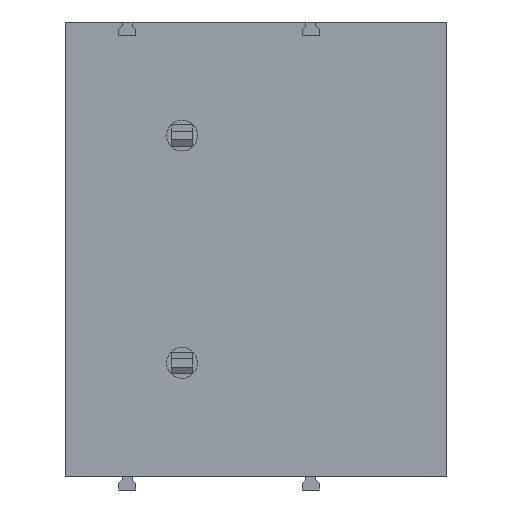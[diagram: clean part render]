
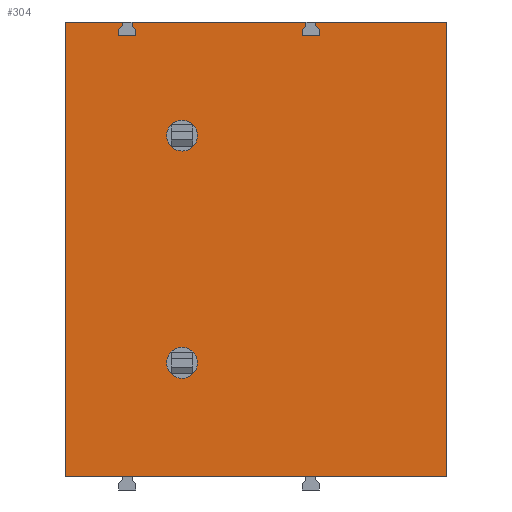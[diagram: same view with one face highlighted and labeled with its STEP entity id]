
A CAD part, front view. The second image highlights one B-rep face of the part: STEP entity #304.
In plain terms, the highlighted planar face has unit normal (0, -1, 0).
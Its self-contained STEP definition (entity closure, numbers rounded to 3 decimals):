
#304=ADVANCED_FACE('',(#735,#736,#737),#738,.T.);
#735=FACE_OUTER_BOUND('',#1287,.T.);
#736=FACE_BOUND('',#1288,.T.);
#737=FACE_BOUND('',#1289,.T.);
#738=PLANE('',#1290);
#1287=EDGE_LOOP('',(#2164,#2165,#2166,#2167,#2168,#2169,#2170,#2171,#2172,#2173,#2174,#2175,#2176,#2177,#2178,#2179,#2180,#2181,#2182,#2183));
#1288=EDGE_LOOP('',(#2184,#2185));
#1289=EDGE_LOOP('',(#2186,#2187));
#1290=AXIS2_PLACEMENT_3D('',#2188,#2189,#2190);
#2164=ORIENTED_EDGE('',*,*,#3331,.T.);
#2165=ORIENTED_EDGE('',*,*,#3498,.T.);
#2166=ORIENTED_EDGE('',*,*,#3499,.F.);
#2167=ORIENTED_EDGE('',*,*,#3500,.F.);
#2168=ORIENTED_EDGE('',*,*,#3501,.F.);
#2169=ORIENTED_EDGE('',*,*,#3502,.F.);
#2170=ORIENTED_EDGE('',*,*,#3503,.F.);
#2171=ORIENTED_EDGE('',*,*,#3504,.F.);
#2172=ORIENTED_EDGE('',*,*,#3505,.F.);
#2173=ORIENTED_EDGE('',*,*,#3506,.F.);
#2174=ORIENTED_EDGE('',*,*,#3507,.F.);
#2175=ORIENTED_EDGE('',*,*,#3508,.F.);
#2176=ORIENTED_EDGE('',*,*,#3509,.F.);
#2177=ORIENTED_EDGE('',*,*,#3510,.F.);
#2178=ORIENTED_EDGE('',*,*,#3511,.F.);
#2179=ORIENTED_EDGE('',*,*,#3512,.F.);
#2180=ORIENTED_EDGE('',*,*,#3513,.F.);
#2181=ORIENTED_EDGE('',*,*,#3514,.F.);
#2182=ORIENTED_EDGE('',*,*,#3515,.F.);
#2183=ORIENTED_EDGE('',*,*,#3494,.F.);
#2184=ORIENTED_EDGE('',*,*,#3516,.F.);
#2185=ORIENTED_EDGE('',*,*,#3517,.F.);
#2186=ORIENTED_EDGE('',*,*,#3518,.F.);
#2187=ORIENTED_EDGE('',*,*,#3519,.F.);
#2188=CARTESIAN_POINT('',(-12.858,0.0,-13.197));
#2189=DIRECTION('',(0.0,-1.0,0.0));
#2190=DIRECTION('',(0.0,0.0,-1.0));
#3331=EDGE_CURVE('',#3996,#3997,#3998,.T.);
#3494=EDGE_CURVE('',#3996,#4245,#4246,.T.);
#3498=EDGE_CURVE('',#3997,#4251,#4252,.T.);
#3499=EDGE_CURVE('',#4253,#4251,#4254,.T.);
#3500=EDGE_CURVE('',#4255,#4253,#4256,.T.);
#3501=EDGE_CURVE('',#4257,#4255,#4258,.T.);
#3502=EDGE_CURVE('',#4259,#4257,#4260,.T.);
#3503=EDGE_CURVE('',#4261,#4259,#4262,.T.);
#3504=EDGE_CURVE('',#4263,#4261,#4264,.T.);
#3505=EDGE_CURVE('',#4265,#4263,#4266,.T.);
#3506=EDGE_CURVE('',#4267,#4265,#4268,.T.);
#3507=EDGE_CURVE('',#4269,#4267,#4270,.T.);
#3508=EDGE_CURVE('',#4271,#4269,#4272,.T.);
#3509=EDGE_CURVE('',#4273,#4271,#4274,.T.);
#3510=EDGE_CURVE('',#4275,#4273,#4276,.T.);
#3511=EDGE_CURVE('',#4277,#4275,#4278,.T.);
#3512=EDGE_CURVE('',#4279,#4277,#4280,.T.);
#3513=EDGE_CURVE('',#4281,#4279,#4282,.T.);
#3514=EDGE_CURVE('',#4283,#4281,#4284,.T.);
#3515=EDGE_CURVE('',#4245,#4283,#4285,.T.);
#3516=EDGE_CURVE('',#4286,#4287,#4288,.T.);
#3517=EDGE_CURVE('',#4287,#4286,#4289,.T.);
#3518=EDGE_CURVE('',#4290,#4291,#4292,.T.);
#3519=EDGE_CURVE('',#4291,#4290,#4293,.T.);
#3996=VERTEX_POINT('',#4941);
#3997=VERTEX_POINT('',#4942);
#3998=LINE('',#4943,#4944);
#4245=VERTEX_POINT('',#5269);
#4246=LINE('',#5270,#5271);
#4251=VERTEX_POINT('',#5278);
#4252=LINE('',#5279,#5280);
#4253=VERTEX_POINT('',#5281);
#4254=LINE('',#5282,#5283);
#4255=VERTEX_POINT('',#5284);
#4256=LINE('',#5285,#5286);
#4257=VERTEX_POINT('',#5287);
#4258=LINE('',#5288,#5289);
#4259=VERTEX_POINT('',#5290);
#4260=LINE('',#5291,#5292);
#4261=VERTEX_POINT('',#5293);
#4262=LINE('',#5294,#5295);
#4263=VERTEX_POINT('',#5296);
#4264=LINE('',#5297,#5298);
#4265=VERTEX_POINT('',#5299);
#4266=LINE('',#5300,#5301);
#4267=VERTEX_POINT('',#5302);
#4268=LINE('',#5303,#5304);
#4269=VERTEX_POINT('',#5305);
#4270=LINE('',#5306,#5307);
#4271=VERTEX_POINT('',#5308);
#4272=LINE('',#5309,#5310);
#4273=VERTEX_POINT('',#5311);
#4274=LINE('',#5312,#5313);
#4275=VERTEX_POINT('',#5314);
#4276=LINE('',#5315,#5316);
#4277=VERTEX_POINT('',#5317);
#4278=LINE('',#5318,#5319);
#4279=VERTEX_POINT('',#5320);
#4280=LINE('',#5321,#5322);
#4281=VERTEX_POINT('',#5323);
#4282=LINE('',#5324,#5325);
#4283=VERTEX_POINT('',#5326);
#4284=LINE('',#5327,#5328);
#4285=LINE('',#5329,#5330);
#4286=VERTEX_POINT('',#5331);
#4287=VERTEX_POINT('',#5332);
#4288=CIRCLE('',#5333,0.65);
#4289=CIRCLE('',#5334,0.65);
#4290=VERTEX_POINT('',#5335);
#4291=VERTEX_POINT('',#5336);
#4292=CIRCLE('',#5337,0.65);
#4293=CIRCLE('',#5338,0.65);
#4941=CARTESIAN_POINT('',(-16.,0.0,-19.04));
#4942=CARTESIAN_POINT('',(0.,0.0,-19.04));
#4943=CARTESIAN_POINT('',(98.848,0.0,-19.04));
#4944=VECTOR('',#6175,1.0);
#5269=CARTESIAN_POINT('',(-16.,0.0,0.0));
#5270=CARTESIAN_POINT('',(-16.,0.0,-4.76));
#5271=VECTOR('',#6392,1.0);
#5278=CARTESIAN_POINT('',(0.0,0.0,0.0));
#5279=CARTESIAN_POINT('',(0.0,0.0,-4.76));
#5280=VECTOR('',#6395,1.0);
#5281=CARTESIAN_POINT('',(-5.493,0.0,0.0));
#5282=CARTESIAN_POINT('',(-62.997,0.0,0.0));
#5283=VECTOR('',#6396,1.0);
#5284=CARTESIAN_POINT('',(-5.493,0.0,-0.129));
#5285=CARTESIAN_POINT('',(-5.493,0.0,0.24));
#5286=VECTOR('',#6397,1.0);
#5287=CARTESIAN_POINT('',(-5.343,0.0,-0.307));
#5288=CARTESIAN_POINT('',(-5.803,0.0,0.24));
#5289=VECTOR('',#6398,1.0);
#5290=CARTESIAN_POINT('',(-5.343,0.0,-0.57));
#5291=CARTESIAN_POINT('',(-5.343,0.0,0.24));
#5292=VECTOR('',#6399,1.0);
#5293=CARTESIAN_POINT('',(-6.057,0.0,-0.57));
#5294=CARTESIAN_POINT('',(-62.997,0.0,-0.57));
#5295=VECTOR('',#6400,1.0);
#5296=CARTESIAN_POINT('',(-6.057,0.0,-0.307));
#5297=CARTESIAN_POINT('',(-6.057,0.0,0.24));
#5298=VECTOR('',#6401,1.0);
#5299=CARTESIAN_POINT('',(-5.907,0.0,-0.129));
#5300=CARTESIAN_POINT('',(-5.597,0.0,0.24));
#5301=VECTOR('',#6402,1.0);
#5302=CARTESIAN_POINT('',(-5.907,0.0,0.0));
#5303=CARTESIAN_POINT('',(-5.907,0.0,0.24));
#5304=VECTOR('',#6403,1.0);
#5305=CARTESIAN_POINT('',(-13.193,0.0,0.0));
#5306=CARTESIAN_POINT('',(-62.997,0.0,0.0));
#5307=VECTOR('',#6404,1.0);
#5308=CARTESIAN_POINT('',(-13.193,0.0,-0.129));
#5309=CARTESIAN_POINT('',(-13.193,0.0,0.24));
#5310=VECTOR('',#6405,1.0);
#5311=CARTESIAN_POINT('',(-13.043,0.0,-0.307));
#5312=CARTESIAN_POINT('',(-13.503,0.0,0.24));
#5313=VECTOR('',#6406,1.0);
#5314=CARTESIAN_POINT('',(-13.043,0.0,-0.57));
#5315=CARTESIAN_POINT('',(-13.043,0.0,0.24));
#5316=VECTOR('',#6407,1.0);
#5317=CARTESIAN_POINT('',(-13.757,0.0,-0.57));
#5318=CARTESIAN_POINT('',(-62.997,0.0,-0.57));
#5319=VECTOR('',#6408,1.0);
#5320=CARTESIAN_POINT('',(-13.757,0.0,-0.307));
#5321=CARTESIAN_POINT('',(-13.757,0.0,0.24));
#5322=VECTOR('',#6409,1.0);
#5323=CARTESIAN_POINT('',(-13.607,0.0,-0.129));
#5324=CARTESIAN_POINT('',(-13.297,0.0,0.24));
#5325=VECTOR('',#6410,1.0);
#5326=CARTESIAN_POINT('',(-13.607,0.0,0.0));
#5327=CARTESIAN_POINT('',(-13.607,0.0,0.24));
#5328=VECTOR('',#6411,1.0);
#5329=CARTESIAN_POINT('',(-62.997,0.0,0.0));
#5330=VECTOR('',#6412,1.0);
#5331=CARTESIAN_POINT('',(-11.75,0.0,-14.28));
#5332=CARTESIAN_POINT('',(-10.45,0.0,-14.28));
#5333=AXIS2_PLACEMENT_3D('',#6413,#6414,#6415);
#5334=AXIS2_PLACEMENT_3D('',#6416,#6417,#6418);
#5335=CARTESIAN_POINT('',(-11.75,0.0,-4.76));
#5336=CARTESIAN_POINT('',(-10.45,0.0,-4.76));
#5337=AXIS2_PLACEMENT_3D('',#6419,#6420,#6421);
#5338=AXIS2_PLACEMENT_3D('',#6422,#6423,#6424);
#6175=DIRECTION('',(1.0,0.0,0.0));
#6392=DIRECTION('',(0.0,0.0,1.0));
#6395=DIRECTION('',(0.0,0.0,1.0));
#6396=DIRECTION('',(1.0,0.0,0.0));
#6397=DIRECTION('',(0.,0.0,1.0));
#6398=DIRECTION('',(-0.644,0.0,0.765));
#6399=DIRECTION('',(0.0,0.0,1.0));
#6400=DIRECTION('',(1.0,0.0,0.0));
#6401=DIRECTION('',(0.,0.0,-1.0));
#6402=DIRECTION('',(-0.644,0.0,-0.765));
#6403=DIRECTION('',(0.0,0.0,-1.0));
#6404=DIRECTION('',(1.0,0.0,0.0));
#6405=DIRECTION('',(0.,0.0,1.0));
#6406=DIRECTION('',(-0.644,0.0,0.765));
#6407=DIRECTION('',(0.0,0.0,1.0));
#6408=DIRECTION('',(1.0,0.0,0.0));
#6409=DIRECTION('',(0.,0.0,-1.0));
#6410=DIRECTION('',(-0.644,0.0,-0.765));
#6411=DIRECTION('',(0.0,0.0,-1.0));
#6412=DIRECTION('',(1.0,0.0,0.0));
#6413=CARTESIAN_POINT('',(-11.1,0.0,-14.28));
#6414=DIRECTION('',(0.0,-1.0,0.0));
#6415=DIRECTION('',(1.0,0.0,0.0));
#6416=CARTESIAN_POINT('',(-11.1,0.0,-14.28));
#6417=DIRECTION('',(0.0,-1.0,0.0));
#6418=DIRECTION('',(1.0,0.0,0.0));
#6419=CARTESIAN_POINT('',(-11.1,0.0,-4.76));
#6420=DIRECTION('',(0.0,-1.0,0.0));
#6421=DIRECTION('',(1.0,0.0,0.0));
#6422=CARTESIAN_POINT('',(-11.1,0.0,-4.76));
#6423=DIRECTION('',(0.0,-1.0,0.0));
#6424=DIRECTION('',(1.0,0.0,0.0));
